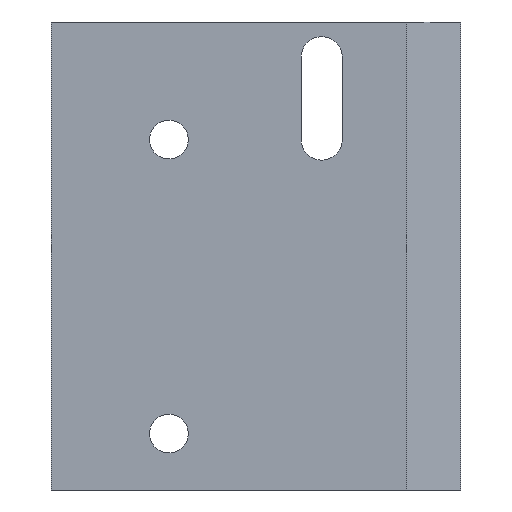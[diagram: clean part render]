
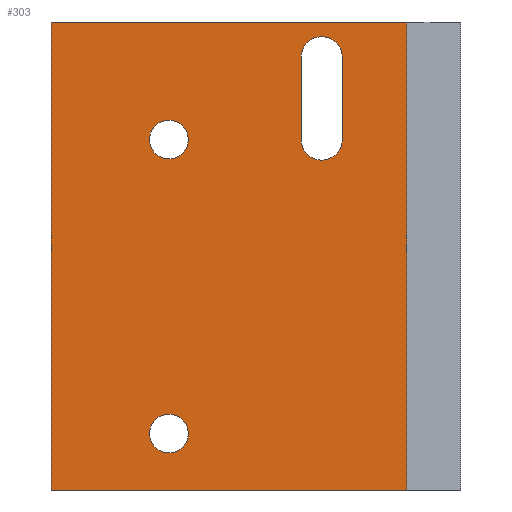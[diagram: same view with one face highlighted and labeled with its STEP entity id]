
A CAD part, front view. The second image highlights one B-rep face of the part: STEP entity #303.
In plain terms, the highlighted planar face has unit normal (0, -1, 0).
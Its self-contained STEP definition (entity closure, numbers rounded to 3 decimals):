
#8 = FACE_BOUND ( 'NONE', #384, .T. ) ;
#33 = LINE ( 'NONE', #411, #245 ) ;
#47 = LINE ( 'NONE', #366, #769 ) ;
#67 = EDGE_CURVE ( 'NONE', #791, #355, #473, .T. ) ;
#96 = AXIS2_PLACEMENT_3D ( 'NONE', #198, #722, #593 ) ;
#101 = CARTESIAN_POINT ( 'NONE',  ( 24.739, 18.281, 2. ) ) ;
#103 = DIRECTION ( 'NONE',  ( 0., -1., 0. ) ) ;
#107 = VERTEX_POINT ( 'NONE', #354 ) ;
#108 = DIRECTION ( 'NONE',  ( 0., 0., -1. ) ) ;
#137 = DIRECTION ( 'NONE',  ( 0., 0., 1. ) ) ;
#138 = VERTEX_POINT ( 'NONE', #616 ) ;
#141 = EDGE_CURVE ( 'NONE', #791, #255, #33, .T. ) ;
#160 = EDGE_LOOP ( 'NONE', ( #390, #532, #786, #837 ) ) ;
#161 = CARTESIAN_POINT ( 'NONE',  ( 21.239, 18.281, -5. ) ) ;
#162 = CIRCLE ( 'NONE', #250, 1.75 ) ;
#173 = VECTOR ( 'NONE', #137, 1000. ) ;
#175 = CARTESIAN_POINT ( 'NONE',  ( 30.222, 18.281, -34.8 ) ) ;
#180 = FACE_BOUND ( 'NONE', #580, .T. ) ;
#183 = LINE ( 'NONE', #578, #443 ) ;
#190 = AXIS2_PLACEMENT_3D ( 'NONE', #836, #764, #505 ) ;
#196 = EDGE_CURVE ( 'NONE', #330, #675, #566, .T. ) ;
#198 = CARTESIAN_POINT ( 'NONE',  ( 9.989, 18.281, -5. ) ) ;
#238 = AXIS2_PLACEMENT_3D ( 'NONE', #848, #575, #776 ) ;
#240 = EDGE_CURVE ( 'NONE', #355, #703, #47, .T. ) ;
#242 = ORIENTED_EDGE ( 'NONE', *, *, #641, .T. ) ;
#243 = VERTEX_POINT ( 'NONE', #302 ) ;
#245 = VECTOR ( 'NONE', #551, 1000. ) ;
#250 = AXIS2_PLACEMENT_3D ( 'NONE', #457, #269, #603 ) ;
#255 = VERTEX_POINT ( 'NONE', #175 ) ;
#260 = FACE_BOUND ( 'NONE', #594, .T. ) ;
#266 = DIRECTION ( 'NONE',  ( 0., 1., 0. ) ) ;
#269 = DIRECTION ( 'NONE',  ( 0., 1., 0. ) ) ;
#284 = CARTESIAN_POINT ( 'NONE',  ( -0.011, 18.281, -40. ) ) ;
#292 = CARTESIAN_POINT ( 'NONE',  ( -0.011, 18.281, -34.8 ) ) ;
#302 = CARTESIAN_POINT ( 'NONE',  ( 21.239, 18.281, 2. ) ) ;
#303 = ADVANCED_FACE ( 'NONE', ( #260, #180, #8, #442 ), #698, .F. ) ;
#310 = ORIENTED_EDGE ( 'NONE', *, *, #196, .F. ) ;
#315 = DIRECTION ( 'NONE',  ( 0., 0., -1. ) ) ;
#323 = ORIENTED_EDGE ( 'NONE', *, *, #379, .T. ) ;
#329 = DIRECTION ( 'NONE',  ( 0., -1., 0. ) ) ;
#330 = VERTEX_POINT ( 'NONE', #579 ) ;
#342 = EDGE_CURVE ( 'NONE', #675, #330, #406, .T. ) ;
#354 = CARTESIAN_POINT ( 'NONE',  ( 24.739, 18.281, 2. ) ) ;
#355 = VERTEX_POINT ( 'NONE', #572 ) ;
#362 = DIRECTION ( 'NONE',  ( 0., 0., -1. ) ) ;
#365 = AXIS2_PLACEMENT_3D ( 'NONE', #753, #103, #108 ) ;
#366 = CARTESIAN_POINT ( 'NONE',  ( -0.011, 18.281, 5. ) ) ;
#376 = AXIS2_PLACEMENT_3D ( 'NONE', #382, #329, #315 ) ;
#379 = EDGE_CURVE ( 'NONE', #243, #107, #524, .T. ) ;
#381 = ORIENTED_EDGE ( 'NONE', *, *, #819, .T. ) ;
#382 = CARTESIAN_POINT ( 'NONE',  ( 9.989, 18.281, -30. ) ) ;
#384 = EDGE_LOOP ( 'NONE', ( #841, #643 ) ) ;
#390 = ORIENTED_EDGE ( 'NONE', *, *, #67, .F. ) ;
#406 = CIRCLE ( 'NONE', #376, 1.65 ) ;
#411 = CARTESIAN_POINT ( 'NONE',  ( -5.128, 18.281, -34.8 ) ) ;
#427 = VERTEX_POINT ( 'NONE', #161 ) ;
#442 = FACE_OUTER_BOUND ( 'NONE', #160, .T. ) ;
#443 = VECTOR ( 'NONE', #449, 1000. ) ;
#449 = DIRECTION ( 'NONE',  ( 0., 0., 1. ) ) ;
#457 = CARTESIAN_POINT ( 'NONE',  ( 22.989, 18.281, -5. ) ) ;
#473 = LINE ( 'NONE', #284, #766 ) ;
#499 = CIRCLE ( 'NONE', #96, 1.65 ) ;
#505 = DIRECTION ( 'NONE',  ( 0., 0., -1. ) ) ;
#509 = CARTESIAN_POINT ( 'NONE',  ( 0., 18.281, -40. ) ) ;
#524 = CIRCLE ( 'NONE', #238, 1.75 ) ;
#529 = EDGE_CURVE ( 'NONE', #637, #138, #686, .T. ) ;
#532 = ORIENTED_EDGE ( 'NONE', *, *, #141, .T. ) ;
#550 = EDGE_CURVE ( 'NONE', #427, #243, #183, .T. ) ;
#551 = DIRECTION ( 'NONE',  ( 1., 0., 0. ) ) ;
#566 = CIRCLE ( 'NONE', #190, 1.65 ) ;
#572 = CARTESIAN_POINT ( 'NONE',  ( -0.011, 18.281, 5. ) ) ;
#575 = DIRECTION ( 'NONE',  ( 0., 1., 0. ) ) ;
#578 = CARTESIAN_POINT ( 'NONE',  ( 21.239, 18.281, 2. ) ) ;
#579 = CARTESIAN_POINT ( 'NONE',  ( 9.989, 18.281, -28.35 ) ) ;
#580 = EDGE_LOOP ( 'NONE', ( #595, #310 ) ) ;
#593 = DIRECTION ( 'NONE',  ( 0., 0., -1. ) ) ;
#594 = EDGE_LOOP ( 'NONE', ( #835, #323, #381, #242 ) ) ;
#595 = ORIENTED_EDGE ( 'NONE', *, *, #342, .F. ) ;
#603 = DIRECTION ( 'NONE',  ( -1., 0., 0. ) ) ;
#616 = CARTESIAN_POINT ( 'NONE',  ( 9.989, 18.281, -3.35 ) ) ;
#621 = AXIS2_PLACEMENT_3D ( 'NONE', #509, #266, #638 ) ;
#637 = VERTEX_POINT ( 'NONE', #778 ) ;
#638 = DIRECTION ( 'NONE',  ( -1., 0., 0. ) ) ;
#641 = EDGE_CURVE ( 'NONE', #728, #427, #162, .T. ) ;
#643 = ORIENTED_EDGE ( 'NONE', *, *, #745, .F. ) ;
#669 = CARTESIAN_POINT ( 'NONE',  ( 24.739, 18.281, -5. ) ) ;
#674 = CARTESIAN_POINT ( 'NONE',  ( 30.222, 18.281, 5. ) ) ;
#675 = VERTEX_POINT ( 'NONE', #795 ) ;
#686 = CIRCLE ( 'NONE', #365, 1.65 ) ;
#687 = DIRECTION ( 'NONE',  ( 1., 0., 0. ) ) ;
#697 = VECTOR ( 'NONE', #362, 1000. ) ;
#698 = PLANE ( 'NONE',  #621 ) ;
#703 = VERTEX_POINT ( 'NONE', #674 ) ;
#718 = CARTESIAN_POINT ( 'NONE',  ( 30.222, 18.281, -40. ) ) ;
#722 = DIRECTION ( 'NONE',  ( 0., -1., 0. ) ) ;
#728 = VERTEX_POINT ( 'NONE', #669 ) ;
#735 = EDGE_CURVE ( 'NONE', #255, #703, #785, .T. ) ;
#745 = EDGE_CURVE ( 'NONE', #138, #637, #499, .T. ) ;
#751 = DIRECTION ( 'NONE',  ( 0., 0., 1. ) ) ;
#752 = LINE ( 'NONE', #101, #697 ) ;
#753 = CARTESIAN_POINT ( 'NONE',  ( 9.989, 18.281, -5. ) ) ;
#764 = DIRECTION ( 'NONE',  ( 0., -1., 0. ) ) ;
#766 = VECTOR ( 'NONE', #751, 1000. ) ;
#769 = VECTOR ( 'NONE', #687, 1000. ) ;
#776 = DIRECTION ( 'NONE',  ( -1., 0., 0. ) ) ;
#778 = CARTESIAN_POINT ( 'NONE',  ( 9.989, 18.281, -6.65 ) ) ;
#785 = LINE ( 'NONE', #718, #173 ) ;
#786 = ORIENTED_EDGE ( 'NONE', *, *, #735, .T. ) ;
#791 = VERTEX_POINT ( 'NONE', #292 ) ;
#795 = CARTESIAN_POINT ( 'NONE',  ( 9.989, 18.281, -31.65 ) ) ;
#819 = EDGE_CURVE ( 'NONE', #107, #728, #752, .T. ) ;
#835 = ORIENTED_EDGE ( 'NONE', *, *, #550, .T. ) ;
#836 = CARTESIAN_POINT ( 'NONE',  ( 9.989, 18.281, -30. ) ) ;
#837 = ORIENTED_EDGE ( 'NONE', *, *, #240, .F. ) ;
#841 = ORIENTED_EDGE ( 'NONE', *, *, #529, .F. ) ;
#848 = CARTESIAN_POINT ( 'NONE',  ( 22.989, 18.281, 2. ) ) ;
